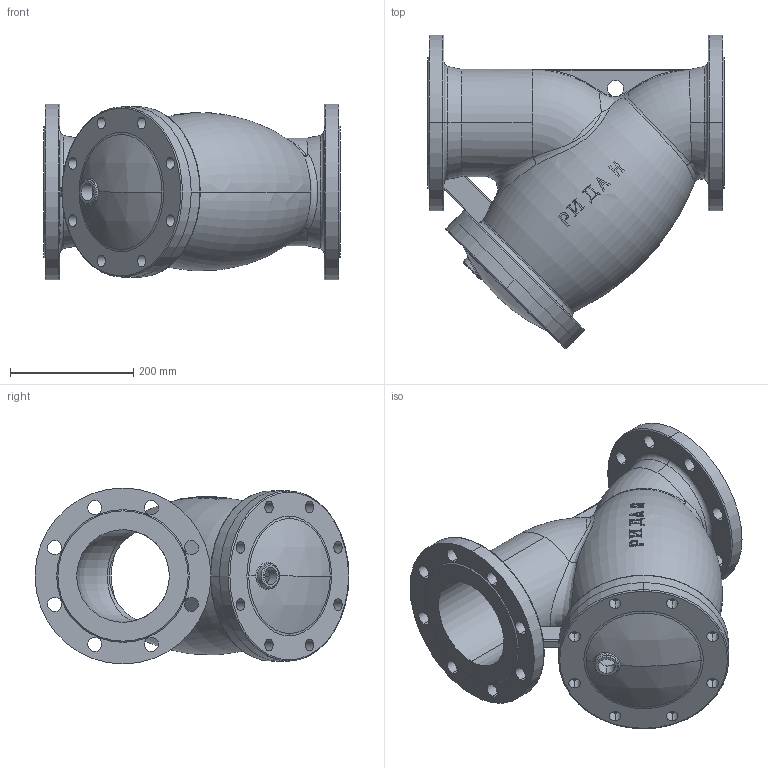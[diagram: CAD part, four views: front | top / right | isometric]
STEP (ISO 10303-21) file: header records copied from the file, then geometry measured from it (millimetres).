
FILE_DESCRIPTION (( 'STEP AP214' ), '1' );
FILE_NAME ('德标过滤器150装配体1.STEP', '2023-04-10T07:17:22', ( '' ), ( '' ), 'SwSTEP 2.0', 'SolidWorks 2023', '' );
FILE_SCHEMA (( 'AUTOMOTIVE_DESIGN' ));
Length unit declared in the file: millimetre
Products named in the file (3): 150阀盖; 德标过滤器150装配体1; 150阀体
Assembly tree (2 placements, depth 2):
  德标过滤器150装配体1
    150阀体
    150阀盖
Bounding box: 480 x 508.65 x 285 mm (x, y, z)
Volume: 8575692.9 mm3; surface area: 1208839.8 mm2
Topology: 2 solids, 2 shells, 304 faces, 846 edges, 550 vertices
Faces by surface type: bspline 111, cylinder 105, torus 46, plane 27, cone 11, sphere 4
Entity records: 22522 total; most frequent: CARTESIAN_POINT 15330, ORIENTED_EDGE 1692, DIRECTION 1184, EDGE_CURVE 846, VERTEX_POINT 550, AXIS2_PLACEMENT_3D 526, EDGE_LOOP 382, B_SPLINE_CURVE_WITH_KNOTS 373
